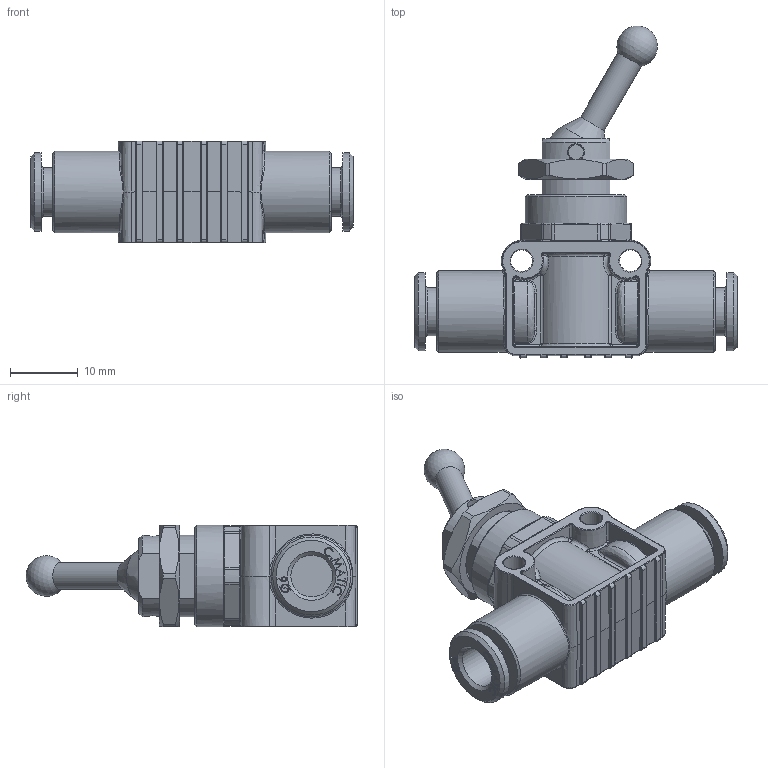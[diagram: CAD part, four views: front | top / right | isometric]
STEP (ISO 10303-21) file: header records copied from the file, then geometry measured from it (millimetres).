
FILE_DESCRIPTION( ( 'STEP AP214' ), '1' );
FILE_NAME( 'psolqas_10860_82.stp', '2020-12-01T16:49:54', ( 'License CC BY-ND 4.0' ), ( 'CADENAS' ), ' ', 'PARTsolutions', ' ' );
FILE_SCHEMA( ( 'AUTOMOTIVE_DESIGN { 1 0 10303 214 1 1 1 1 }' ) );
Length unit declared in the file: metre
Products named in the file (1): NONE
Bounding box: 47.6 x 48.83 x 15 mm (x, y, z)
Volume: 8452.8 mm3; surface area: 5495.4 mm2
Topology: 1 solids, 11 shells, 820 faces, 2033 edges, 1240 vertices
Faces by surface type: bspline 321, plane 248, cylinder 206, cone 44, sphere 1
Full cylindrical faces by diameter (mm): 2.4 x2, 2.5 x2, 3.2 x2, 4 x1, 6.15 x2, 7.1 x2, 11.5 x2, 12 x2, 15 x1
Entity records: 56802 total; most frequent: CARTESIAN_POINT 33810, ORIENTED_EDGE 3932, DIRECTION 2452, EDGE_CURVE 1966, VERTEX_POINT 1235, EDGE_LOOP 894, FACE_OUTER_BOUND 836, AXIS2_PLACEMENT_3D 831
